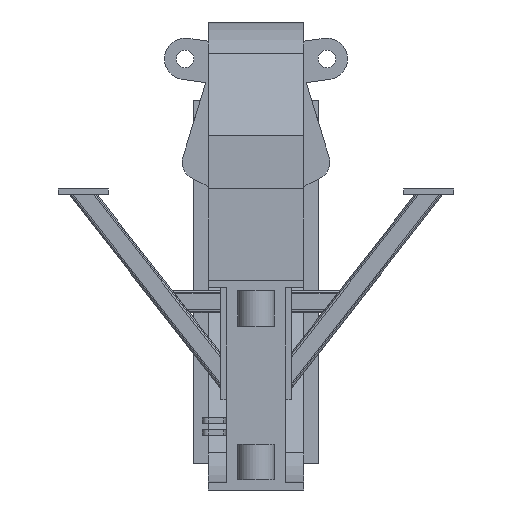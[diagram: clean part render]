
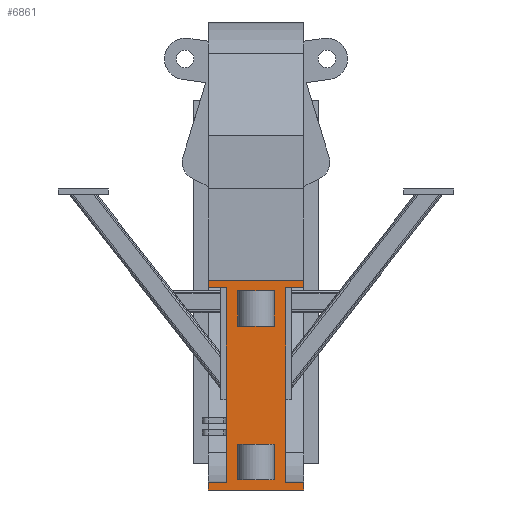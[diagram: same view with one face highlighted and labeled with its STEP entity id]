
A CAD part, front view. The second image highlights one B-rep face of the part: STEP entity #6861.
In plain terms, the highlighted planar face has unit normal (0, -1, 0).
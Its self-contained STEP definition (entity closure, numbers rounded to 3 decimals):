
#153=FACE_BOUND('',#1104,.T.);
#154=FACE_BOUND('',#1105,.T.);
#355=PLANE('',#7449);
#697=FACE_OUTER_BOUND('',#1103,.T.);
#1103=EDGE_LOOP('',(#6037,#6038,#6039,#6040,#6041,#6042,#6043,#6044,#6045,
#6046,#6047,#6048));
#1104=EDGE_LOOP('',(#6049,#6050,#6051,#6052));
#1105=EDGE_LOOP('',(#6053,#6054,#6055,#6056));
#1324=LINE('',#9909,#2083);
#1361=LINE('',#9992,#2120);
#1388=LINE('',#10067,#2147);
#1397=LINE('',#10097,#2156);
#1781=LINE('',#11101,#2540);
#1784=LINE('',#11106,#2543);
#1785=LINE('',#11109,#2544);
#1787=LINE('',#11112,#2546);
#1789=LINE('',#11117,#2548);
#1791=LINE('',#11121,#2550);
#1793=LINE('',#11125,#2552);
#1795=LINE('',#11128,#2554);
#1797=LINE('',#11132,#2556);
#1799=LINE('',#11137,#2558);
#1803=LINE('',#11142,#2562);
#1807=LINE('',#11153,#2566);
#1854=LINE('',#11254,#2613);
#1855=LINE('',#11255,#2614);
#1856=LINE('',#11256,#2615);
#1857=LINE('',#11257,#2616);
#2083=VECTOR('',#7891,10.);
#2120=VECTOR('',#7946,10.);
#2147=VECTOR('',#8005,10.);
#2156=VECTOR('',#8028,10.);
#2540=VECTOR('',#9026,10.);
#2543=VECTOR('',#9031,10.);
#2544=VECTOR('',#9034,10.);
#2546=VECTOR('',#9038,10.);
#2548=VECTOR('',#9042,10.);
#2550=VECTOR('',#9046,10.);
#2552=VECTOR('',#9050,10.);
#2554=VECTOR('',#9054,10.);
#2556=VECTOR('',#9058,10.);
#2558=VECTOR('',#9062,10.);
#2562=VECTOR('',#9068,10.);
#2566=VECTOR('',#9078,10.);
#2613=VECTOR('',#9207,10.);
#2614=VECTOR('',#9208,10.);
#2615=VECTOR('',#9209,10.);
#2616=VECTOR('',#9210,10.);
#2994=VERTEX_POINT('',#9906);
#2995=VERTEX_POINT('',#9908);
#3031=VERTEX_POINT('',#9989);
#3032=VERTEX_POINT('',#9991);
#3063=VERTEX_POINT('',#10064);
#3064=VERTEX_POINT('',#10066);
#3077=VERTEX_POINT('',#10094);
#3078=VERTEX_POINT('',#10096);
#3390=VERTEX_POINT('',#11098);
#3391=VERTEX_POINT('',#11100);
#3392=VERTEX_POINT('',#11104);
#3393=VERTEX_POINT('',#11108);
#3394=VERTEX_POINT('',#11114);
#3395=VERTEX_POINT('',#11116);
#3396=VERTEX_POINT('',#11120);
#3397=VERTEX_POINT('',#11124);
#3398=VERTEX_POINT('',#11130);
#3399=VERTEX_POINT('',#11134);
#3400=VERTEX_POINT('',#11136);
#3404=VERTEX_POINT('',#11152);
#3671=EDGE_CURVE('',#2995,#2994,#1324,.T.);
#3714=EDGE_CURVE('',#3032,#3031,#1361,.T.);
#3751=EDGE_CURVE('',#3063,#3064,#1388,.T.);
#3766=EDGE_CURVE('',#3077,#3078,#1397,.T.);
#4270=EDGE_CURVE('',#3391,#3390,#1781,.T.);
#4273=EDGE_CURVE('',#3392,#3391,#1784,.T.);
#4274=EDGE_CURVE('',#3393,#3392,#1785,.T.);
#4276=EDGE_CURVE('',#3390,#3393,#1787,.T.);
#4278=EDGE_CURVE('',#3395,#3394,#1789,.T.);
#4280=EDGE_CURVE('',#3396,#3395,#1791,.T.);
#4282=EDGE_CURVE('',#3397,#3396,#1793,.T.);
#4284=EDGE_CURVE('',#3394,#3397,#1795,.T.);
#4286=EDGE_CURVE('',#3398,#3032,#1797,.T.);
#4288=EDGE_CURVE('',#3400,#3399,#1799,.T.);
#4292=EDGE_CURVE('',#3398,#3399,#1803,.T.);
#4297=EDGE_CURVE('',#3400,#3404,#1807,.T.);
#4349=EDGE_CURVE('',#2994,#3404,#1854,.T.);
#4350=EDGE_CURVE('',#3031,#3064,#1855,.T.);
#4351=EDGE_CURVE('',#3063,#3078,#1856,.T.);
#4352=EDGE_CURVE('',#3077,#2995,#1857,.T.);
#6037=ORIENTED_EDGE('',*,*,#4349,.T.);
#6038=ORIENTED_EDGE('',*,*,#4297,.F.);
#6039=ORIENTED_EDGE('',*,*,#4288,.T.);
#6040=ORIENTED_EDGE('',*,*,#4292,.F.);
#6041=ORIENTED_EDGE('',*,*,#4286,.T.);
#6042=ORIENTED_EDGE('',*,*,#3714,.T.);
#6043=ORIENTED_EDGE('',*,*,#4350,.T.);
#6044=ORIENTED_EDGE('',*,*,#3751,.F.);
#6045=ORIENTED_EDGE('',*,*,#4351,.T.);
#6046=ORIENTED_EDGE('',*,*,#3766,.F.);
#6047=ORIENTED_EDGE('',*,*,#4352,.T.);
#6048=ORIENTED_EDGE('',*,*,#3671,.T.);
#6049=ORIENTED_EDGE('',*,*,#4284,.T.);
#6050=ORIENTED_EDGE('',*,*,#4282,.T.);
#6051=ORIENTED_EDGE('',*,*,#4280,.T.);
#6052=ORIENTED_EDGE('',*,*,#4278,.T.);
#6053=ORIENTED_EDGE('',*,*,#4276,.T.);
#6054=ORIENTED_EDGE('',*,*,#4274,.T.);
#6055=ORIENTED_EDGE('',*,*,#4273,.T.);
#6056=ORIENTED_EDGE('',*,*,#4270,.T.);
#6861=ADVANCED_FACE('',(#697,#153,#154),#355,.T.);
#7449=AXIS2_PLACEMENT_3D('',#11253,#9205,#9206);
#7891=DIRECTION('',(0.,0.,-1.));
#7946=DIRECTION('',(0.,0.,1.));
#8005=DIRECTION('',(0.,0.,-1.));
#8028=DIRECTION('',(0.,0.,1.));
#9026=DIRECTION('',(-1.,0.,0.));
#9031=DIRECTION('',(0.,0.,-1.));
#9034=DIRECTION('',(1.,0.,0.));
#9038=DIRECTION('',(0.,0.,1.));
#9042=DIRECTION('',(-1.,0.,0.));
#9046=DIRECTION('',(0.,0.,-1.));
#9050=DIRECTION('',(1.,0.,0.));
#9054=DIRECTION('',(0.,0.,1.));
#9058=DIRECTION('',(-1.,0.,0.));
#9062=DIRECTION('',(1.,0.,0.));
#9068=DIRECTION('',(0.,0.,-1.));
#9078=DIRECTION('',(0.,0.,1.));
#9205=DIRECTION('center_axis',(0.,-1.,0.));
#9206=DIRECTION('ref_axis',(0.,0.,-1.));
#9207=DIRECTION('',(-1.,0.,0.));
#9208=DIRECTION('',(1.,0.,0.));
#9209=DIRECTION('',(-1.,0.,0.));
#9210=DIRECTION('',(1.,0.,0.));
#9906=CARTESIAN_POINT('',(-100.,-2972.5,-767.5));
#9908=CARTESIAN_POINT('',(-100.,-2972.5,-107.5));
#9909=CARTESIAN_POINT('',(-100.,-2972.5,77.134));
#9989=CARTESIAN_POINT('',(100.,-2972.5,-107.5));
#9991=CARTESIAN_POINT('',(100.,-2972.5,-767.5));
#9992=CARTESIAN_POINT('',(100.,-2972.5,77.134));
#10064=CARTESIAN_POINT('',(162.5,-2972.5,-82.5));
#10066=CARTESIAN_POINT('',(162.5,-2972.5,-107.5));
#10067=CARTESIAN_POINT('',(162.5,-2972.5,-82.5));
#10094=CARTESIAN_POINT('',(-162.5,-2972.5,-107.5));
#10096=CARTESIAN_POINT('',(-162.5,-2972.5,-82.5));
#10097=CARTESIAN_POINT('',(-162.5,-2972.5,-82.5));
#11098=CARTESIAN_POINT('',(-62.5,-2972.5,-237.5));
#11100=CARTESIAN_POINT('',(62.5,-2972.5,-237.5));
#11101=CARTESIAN_POINT('',(0.,-2972.5,-237.5));
#11104=CARTESIAN_POINT('',(62.5,-2972.5,-117.5));
#11106=CARTESIAN_POINT('',(62.5,-2972.5,-100.));
#11108=CARTESIAN_POINT('',(-62.5,-2972.5,-117.5));
#11109=CARTESIAN_POINT('',(0.,-2972.5,-117.5));
#11112=CARTESIAN_POINT('',(-62.5,-2972.5,-100.));
#11114=CARTESIAN_POINT('',(-62.5,-2972.5,-757.5));
#11116=CARTESIAN_POINT('',(62.5,-2972.5,-757.5));
#11117=CARTESIAN_POINT('',(0.,-2972.5,-757.5));
#11120=CARTESIAN_POINT('',(62.5,-2972.5,-637.5));
#11121=CARTESIAN_POINT('',(62.5,-2972.5,-420.));
#11124=CARTESIAN_POINT('',(-62.5,-2972.5,-637.5));
#11125=CARTESIAN_POINT('',(0.,-2972.5,-637.5));
#11128=CARTESIAN_POINT('',(-62.5,-2972.5,-420.));
#11130=CARTESIAN_POINT('',(162.5,-2972.5,-767.5));
#11132=CARTESIAN_POINT('',(81.25,-2972.5,-767.5));
#11134=CARTESIAN_POINT('',(162.5,-2972.5,-792.5));
#11136=CARTESIAN_POINT('',(-162.5,-2972.5,-792.5));
#11137=CARTESIAN_POINT('',(0.,-2972.5,-792.5));
#11142=CARTESIAN_POINT('',(162.5,-2972.5,-82.5));
#11152=CARTESIAN_POINT('',(-162.5,-2972.5,-767.5));
#11153=CARTESIAN_POINT('',(-162.5,-2972.5,-82.5));
#11253=CARTESIAN_POINT('Origin',(0.,-2972.5,-82.5));
#11254=CARTESIAN_POINT('',(-81.25,-2972.5,-767.5));
#11255=CARTESIAN_POINT('',(81.25,-2972.5,-107.5));
#11256=CARTESIAN_POINT('',(0.,-2972.5,-82.5));
#11257=CARTESIAN_POINT('',(-81.25,-2972.5,-107.5));
